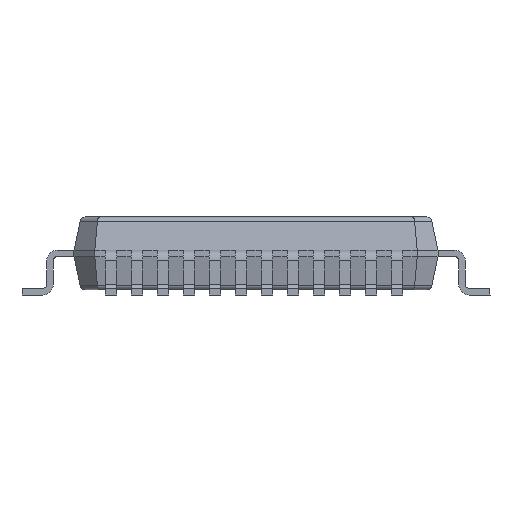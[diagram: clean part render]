
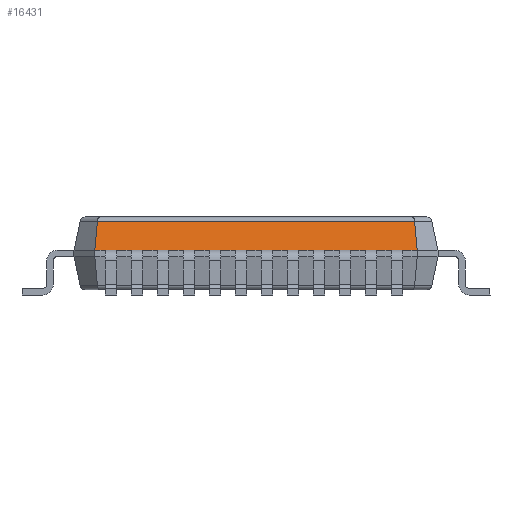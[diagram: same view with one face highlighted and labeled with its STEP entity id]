
A CAD part, front view. The second image highlights one B-rep face of the part: STEP entity #16431.
In plain terms, the highlighted planar face has unit normal (0, -0.978, 0.208).
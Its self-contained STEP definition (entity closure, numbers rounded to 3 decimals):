
#1127=FACE_OUTER_BOUND('',#2055,.T.);
#2055=EDGE_LOOP('',(#11890,#11891,#11892,#11893,#11894,#11895,#11896,#11897,
#11898,#11899,#11900,#11901,#11902,#11903,#11904,#11905,#11906,#11907,#11908,
#11909,#11910,#11911,#11912,#11913,#11914,#11915,#11916,#11917));
#3503=LINE('',#25776,#5347);
#3507=LINE('',#25785,#5351);
#3511=LINE('',#25794,#5355);
#3515=LINE('',#25803,#5359);
#3519=LINE('',#25812,#5363);
#3523=LINE('',#25821,#5367);
#3527=LINE('',#25830,#5371);
#3531=LINE('',#25839,#5375);
#3535=LINE('',#25848,#5379);
#3539=LINE('',#25857,#5383);
#3543=LINE('',#25866,#5387);
#3546=LINE('',#25872,#5390);
#3552=LINE('',#25882,#5396);
#3556=LINE('',#25889,#5400);
#3560=LINE('',#25896,#5404);
#3564=LINE('',#25903,#5408);
#3568=LINE('',#25910,#5412);
#3572=LINE('',#25917,#5416);
#3576=LINE('',#25924,#5420);
#3580=LINE('',#25931,#5424);
#3584=LINE('',#25938,#5428);
#3588=LINE('',#25945,#5432);
#3592=LINE('',#25953,#5436);
#3595=LINE('',#25960,#5439);
#3685=LINE('',#26089,#5529);
#3688=LINE('',#26096,#5532);
#3689=LINE('',#26097,#5533);
#3690=LINE('',#26098,#5534);
#5347=VECTOR('',#19799,0.22);
#5351=VECTOR('',#19805,0.22);
#5355=VECTOR('',#19811,0.22);
#5359=VECTOR('',#19817,0.22);
#5363=VECTOR('',#19823,0.22);
#5367=VECTOR('',#19829,0.22);
#5371=VECTOR('',#19835,0.22);
#5375=VECTOR('',#19841,0.22);
#5379=VECTOR('',#19847,0.22);
#5383=VECTOR('',#19853,0.22);
#5387=VECTOR('',#19859,0.22);
#5390=VECTOR('',#19864,0.2);
#5396=VECTOR('',#19872,0.28);
#5400=VECTOR('',#19878,0.28);
#5404=VECTOR('',#19884,0.28);
#5408=VECTOR('',#19890,0.28);
#5412=VECTOR('',#19896,0.28);
#5416=VECTOR('',#19902,0.28);
#5420=VECTOR('',#19908,0.28);
#5424=VECTOR('',#19914,0.28);
#5428=VECTOR('',#19920,0.28);
#5432=VECTOR('',#19926,0.28);
#5436=VECTOR('',#19932,0.28);
#5439=VECTOR('',#19939,0.28);
#5529=VECTOR('',#20059,0.573);
#5532=VECTOR('',#20066,6.102);
#5533=VECTOR('',#20067,0.573);
#5534=VECTOR('',#20068,0.22);
#7300=VERTEX_POINT('',#25773);
#7301=VERTEX_POINT('',#25775);
#7304=VERTEX_POINT('',#25782);
#7305=VERTEX_POINT('',#25784);
#7308=VERTEX_POINT('',#25791);
#7309=VERTEX_POINT('',#25793);
#7312=VERTEX_POINT('',#25800);
#7313=VERTEX_POINT('',#25802);
#7316=VERTEX_POINT('',#25809);
#7317=VERTEX_POINT('',#25811);
#7320=VERTEX_POINT('',#25818);
#7321=VERTEX_POINT('',#25820);
#7324=VERTEX_POINT('',#25827);
#7325=VERTEX_POINT('',#25829);
#7328=VERTEX_POINT('',#25836);
#7329=VERTEX_POINT('',#25838);
#7332=VERTEX_POINT('',#25845);
#7333=VERTEX_POINT('',#25847);
#7336=VERTEX_POINT('',#25854);
#7337=VERTEX_POINT('',#25856);
#7340=VERTEX_POINT('',#25863);
#7341=VERTEX_POINT('',#25865);
#7343=VERTEX_POINT('',#25871);
#7367=VERTEX_POINT('',#25951);
#7368=VERTEX_POINT('',#25958);
#7369=VERTEX_POINT('',#25959);
#7393=VERTEX_POINT('',#26087);
#7395=VERTEX_POINT('',#26095);
#9019=EDGE_CURVE('',#7300,#7301,#3503,.T.);
#9023=EDGE_CURVE('',#7304,#7305,#3507,.T.);
#9027=EDGE_CURVE('',#7308,#7309,#3511,.T.);
#9031=EDGE_CURVE('',#7312,#7313,#3515,.T.);
#9035=EDGE_CURVE('',#7316,#7317,#3519,.T.);
#9039=EDGE_CURVE('',#7320,#7321,#3523,.T.);
#9043=EDGE_CURVE('',#7324,#7325,#3527,.T.);
#9047=EDGE_CURVE('',#7328,#7329,#3531,.T.);
#9051=EDGE_CURVE('',#7332,#7333,#3535,.T.);
#9055=EDGE_CURVE('',#7336,#7337,#3539,.T.);
#9059=EDGE_CURVE('',#7340,#7341,#3543,.T.);
#9062=EDGE_CURVE('',#7341,#7343,#3546,.T.);
#9068=EDGE_CURVE('',#7337,#7340,#3552,.T.);
#9072=EDGE_CURVE('',#7333,#7336,#3556,.T.);
#9076=EDGE_CURVE('',#7329,#7332,#3560,.T.);
#9080=EDGE_CURVE('',#7325,#7328,#3564,.T.);
#9084=EDGE_CURVE('',#7321,#7324,#3568,.T.);
#9088=EDGE_CURVE('',#7317,#7320,#3572,.T.);
#9092=EDGE_CURVE('',#7313,#7316,#3576,.T.);
#9096=EDGE_CURVE('',#7309,#7312,#3580,.T.);
#9100=EDGE_CURVE('',#7305,#7308,#3584,.T.);
#9104=EDGE_CURVE('',#7301,#7304,#3588,.T.);
#9108=EDGE_CURVE('',#7367,#7300,#3592,.T.);
#9111=EDGE_CURVE('',#7368,#7369,#3595,.T.);
#9201=EDGE_CURVE('',#7368,#7393,#3685,.T.);
#9204=EDGE_CURVE('',#7393,#7395,#3688,.F.);
#9205=EDGE_CURVE('',#7343,#7395,#3689,.T.);
#9206=EDGE_CURVE('',#7369,#7367,#3690,.T.);
#11890=ORIENTED_EDGE('',*,*,#9201,.T.);
#11891=ORIENTED_EDGE('',*,*,#9204,.T.);
#11892=ORIENTED_EDGE('',*,*,#9205,.F.);
#11893=ORIENTED_EDGE('',*,*,#9062,.F.);
#11894=ORIENTED_EDGE('',*,*,#9059,.F.);
#11895=ORIENTED_EDGE('',*,*,#9068,.F.);
#11896=ORIENTED_EDGE('',*,*,#9055,.F.);
#11897=ORIENTED_EDGE('',*,*,#9072,.F.);
#11898=ORIENTED_EDGE('',*,*,#9051,.F.);
#11899=ORIENTED_EDGE('',*,*,#9076,.F.);
#11900=ORIENTED_EDGE('',*,*,#9047,.F.);
#11901=ORIENTED_EDGE('',*,*,#9080,.F.);
#11902=ORIENTED_EDGE('',*,*,#9043,.F.);
#11903=ORIENTED_EDGE('',*,*,#9084,.F.);
#11904=ORIENTED_EDGE('',*,*,#9039,.F.);
#11905=ORIENTED_EDGE('',*,*,#9088,.F.);
#11906=ORIENTED_EDGE('',*,*,#9035,.F.);
#11907=ORIENTED_EDGE('',*,*,#9092,.F.);
#11908=ORIENTED_EDGE('',*,*,#9031,.F.);
#11909=ORIENTED_EDGE('',*,*,#9096,.F.);
#11910=ORIENTED_EDGE('',*,*,#9027,.F.);
#11911=ORIENTED_EDGE('',*,*,#9100,.F.);
#11912=ORIENTED_EDGE('',*,*,#9023,.F.);
#11913=ORIENTED_EDGE('',*,*,#9104,.F.);
#11914=ORIENTED_EDGE('',*,*,#9019,.F.);
#11915=ORIENTED_EDGE('',*,*,#9108,.F.);
#11916=ORIENTED_EDGE('',*,*,#9206,.F.);
#11917=ORIENTED_EDGE('',*,*,#9111,.F.);
#15538=PLANE('',#17556);
#16431=ADVANCED_FACE('',(#1127),#15538,.T.);
#17556=AXIS2_PLACEMENT_3D('',#26094,#20064,#20065);
#19799=DIRECTION('',(-1.,0.,0.));
#19805=DIRECTION('',(-1.,0.,0.));
#19811=DIRECTION('',(-1.,0.,0.));
#19817=DIRECTION('',(-1.,0.,0.));
#19823=DIRECTION('',(-1.,0.,0.));
#19829=DIRECTION('',(-1.,0.,0.));
#19835=DIRECTION('',(-1.,0.,0.));
#19841=DIRECTION('',(-1.,0.,0.));
#19847=DIRECTION('',(-1.,0.,0.));
#19853=DIRECTION('',(-1.,0.,0.));
#19859=DIRECTION('',(-1.,0.,0.));
#19864=DIRECTION('',(-1.,0.,0.));
#19872=DIRECTION('',(-1.,0.,0.));
#19878=DIRECTION('',(-1.,0.,0.));
#19884=DIRECTION('',(-1.,0.,0.));
#19890=DIRECTION('',(-1.,0.,0.));
#19896=DIRECTION('',(-1.,0.,0.));
#19902=DIRECTION('',(-1.,0.,0.));
#19908=DIRECTION('',(-1.,0.,0.));
#19914=DIRECTION('',(-1.,0.,0.));
#19920=DIRECTION('',(-1.,0.,0.));
#19926=DIRECTION('',(-1.,0.,0.));
#19932=DIRECTION('',(-1.,0.,0.));
#19939=DIRECTION('',(-1.,0.,0.));
#20059=DIRECTION('',(-0.086,0.207,0.975));
#20064=DIRECTION('center_axis',(0.,-0.978,0.208));
#20065=DIRECTION('ref_axis',(0.,-0.208,-0.978));
#20066=DIRECTION('',(1.,0.,0.));
#20067=DIRECTION('',(0.086,0.207,0.975));
#20068=DIRECTION('',(-1.,0.,0.));
#25773=CARTESIAN_POINT('',(2.32,-3.5,0.862));
#25775=CARTESIAN_POINT('',(2.1,-3.5,0.863));
#25776=CARTESIAN_POINT('',(2.32,-3.5,0.863));
#25782=CARTESIAN_POINT('',(1.82,-3.5,0.862));
#25784=CARTESIAN_POINT('',(1.6,-3.5,0.863));
#25785=CARTESIAN_POINT('',(1.82,-3.5,0.863));
#25791=CARTESIAN_POINT('',(1.32,-3.5,0.862));
#25793=CARTESIAN_POINT('',(1.1,-3.5,0.863));
#25794=CARTESIAN_POINT('',(1.32,-3.5,0.863));
#25800=CARTESIAN_POINT('',(0.82,-3.5,0.862));
#25802=CARTESIAN_POINT('',(0.6,-3.5,0.863));
#25803=CARTESIAN_POINT('',(0.82,-3.5,0.863));
#25809=CARTESIAN_POINT('',(0.32,-3.5,0.862));
#25811=CARTESIAN_POINT('',(0.1,-3.5,0.863));
#25812=CARTESIAN_POINT('',(0.32,-3.5,0.863));
#25818=CARTESIAN_POINT('',(-0.18,-3.5,0.862));
#25820=CARTESIAN_POINT('',(-0.4,-3.5,0.863));
#25821=CARTESIAN_POINT('',(-0.18,-3.5,0.863));
#25827=CARTESIAN_POINT('',(-0.68,-3.5,0.862));
#25829=CARTESIAN_POINT('',(-0.9,-3.5,0.863));
#25830=CARTESIAN_POINT('',(-0.68,-3.5,0.863));
#25836=CARTESIAN_POINT('',(-1.18,-3.5,0.862));
#25838=CARTESIAN_POINT('',(-1.4,-3.5,0.863));
#25839=CARTESIAN_POINT('',(-1.18,-3.5,0.863));
#25845=CARTESIAN_POINT('',(-1.68,-3.5,0.862));
#25847=CARTESIAN_POINT('',(-1.9,-3.5,0.863));
#25848=CARTESIAN_POINT('',(-1.68,-3.5,0.863));
#25854=CARTESIAN_POINT('',(-2.18,-3.5,0.862));
#25856=CARTESIAN_POINT('',(-2.4,-3.5,0.863));
#25857=CARTESIAN_POINT('',(-2.18,-3.5,0.863));
#25863=CARTESIAN_POINT('',(-2.68,-3.5,0.862));
#25865=CARTESIAN_POINT('',(-2.9,-3.5,0.863));
#25866=CARTESIAN_POINT('',(-2.68,-3.5,0.863));
#25871=CARTESIAN_POINT('',(-3.1,-3.5,0.862));
#25872=CARTESIAN_POINT('',(-2.9,-3.5,0.862));
#25882=CARTESIAN_POINT('',(-2.4,-3.5,0.862));
#25889=CARTESIAN_POINT('',(-1.9,-3.5,0.862));
#25896=CARTESIAN_POINT('',(-1.4,-3.5,0.862));
#25903=CARTESIAN_POINT('',(-0.9,-3.5,0.862));
#25910=CARTESIAN_POINT('',(-0.4,-3.5,0.862));
#25917=CARTESIAN_POINT('',(0.1,-3.5,0.862));
#25924=CARTESIAN_POINT('',(0.6,-3.5,0.862));
#25931=CARTESIAN_POINT('',(1.1,-3.5,0.862));
#25938=CARTESIAN_POINT('',(1.6,-3.5,0.862));
#25945=CARTESIAN_POINT('',(2.1,-3.5,0.862));
#25951=CARTESIAN_POINT('',(2.6,-3.5,0.863));
#25953=CARTESIAN_POINT('',(2.6,-3.5,0.862));
#25958=CARTESIAN_POINT('',(3.1,-3.5,0.862));
#25959=CARTESIAN_POINT('',(2.82,-3.5,0.863));
#25960=CARTESIAN_POINT('',(3.1,-3.5,0.862));
#26087=CARTESIAN_POINT('',(3.051,-3.381,1.421));
#26089=CARTESIAN_POINT('',(3.1,-3.5,0.862));
#26094=CARTESIAN_POINT('Origin',(-3.5,-3.364,1.5));
#26095=CARTESIAN_POINT('',(-3.051,-3.381,1.421));
#26096=CARTESIAN_POINT('',(-3.051,-3.381,1.421));
#26097=CARTESIAN_POINT('',(-3.1,-3.5,0.862));
#26098=CARTESIAN_POINT('',(2.82,-3.5,0.863));
